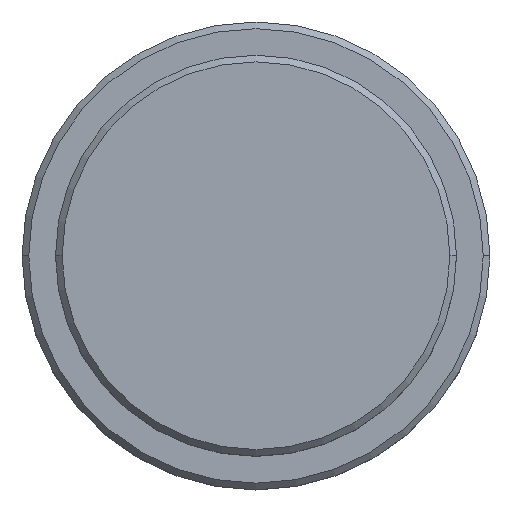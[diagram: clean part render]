
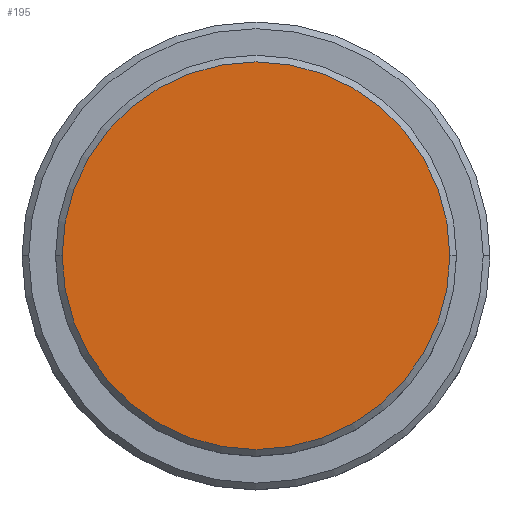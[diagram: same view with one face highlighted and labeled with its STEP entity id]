
A CAD part, top view. The second image highlights one B-rep face of the part: STEP entity #195.
In plain terms, the highlighted planar face has unit normal (0, 0, 1).
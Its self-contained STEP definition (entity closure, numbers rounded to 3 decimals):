
#179 = CIRCLE ( 'NONE', #987, 14.5 ) ;
#195 = ADVANCED_FACE ( 'NONE', ( #865 ), #871, .T. ) ;
#212 = CARTESIAN_POINT ( 'NONE',  ( -14.5, 0., 0. ) ) ;
#301 = EDGE_CURVE ( 'NONE', #610, #814, #609, .T. ) ;
#368 = CARTESIAN_POINT ( 'NONE',  ( 0., 0., 0. ) ) ;
#377 = AXIS2_PLACEMENT_3D ( 'NONE', #368, #715, #1159 ) ;
#539 = AXIS2_PLACEMENT_3D ( 'NONE', #1192, #1310, #852 ) ;
#541 = ORIENTED_EDGE ( 'NONE', *, *, #301, .T. ) ;
#609 = CIRCLE ( 'NONE', #377, 14.5 ) ;
#610 = VERTEX_POINT ( 'NONE', #765 ) ;
#625 = EDGE_LOOP ( 'NONE', ( #935, #541 ) ) ;
#675 = CARTESIAN_POINT ( 'NONE',  ( 0., 0., 0. ) ) ;
#715 = DIRECTION ( 'NONE',  ( 0., 0., 1. ) ) ;
#765 = CARTESIAN_POINT ( 'NONE',  ( 14.5, 0., 0. ) ) ;
#814 = VERTEX_POINT ( 'NONE', #212 ) ;
#852 = DIRECTION ( 'NONE',  ( 1., 0., 0. ) ) ;
#865 = FACE_OUTER_BOUND ( 'NONE', #625, .T. ) ;
#871 = PLANE ( 'NONE',  #539 ) ;
#895 = DIRECTION ( 'NONE',  ( 0., 0., 1. ) ) ;
#935 = ORIENTED_EDGE ( 'NONE', *, *, #1067, .T. ) ;
#987 = AXIS2_PLACEMENT_3D ( 'NONE', #675, #895, #1115 ) ;
#1067 = EDGE_CURVE ( 'NONE', #814, #610, #179, .T. ) ;
#1115 = DIRECTION ( 'NONE',  ( 1., 0., 0. ) ) ;
#1159 = DIRECTION ( 'NONE',  ( 1., 0., 0. ) ) ;
#1192 = CARTESIAN_POINT ( 'NONE',  ( 0., 0., 0. ) ) ;
#1310 = DIRECTION ( 'NONE',  ( 0., 0., 1. ) ) ;
